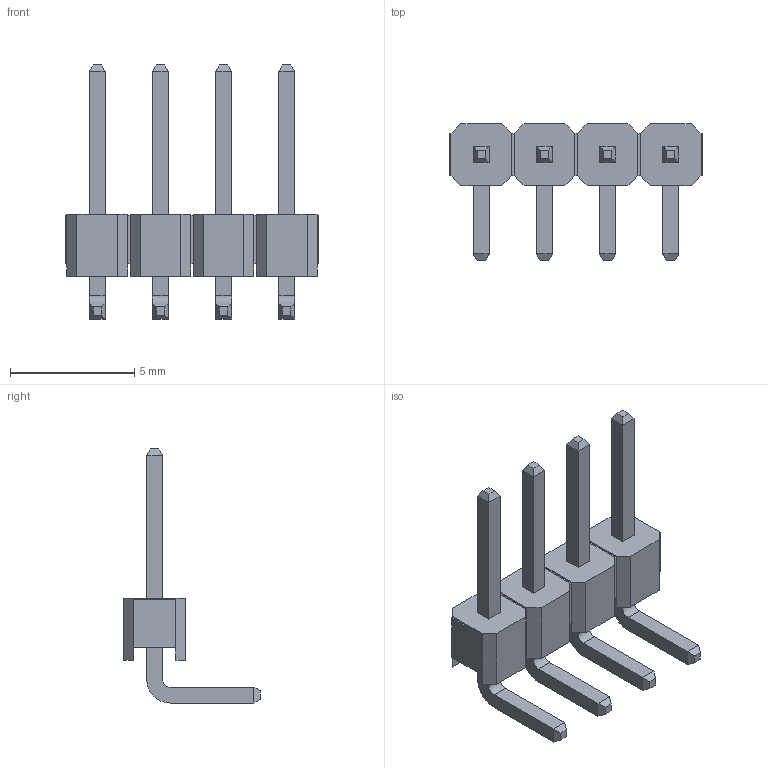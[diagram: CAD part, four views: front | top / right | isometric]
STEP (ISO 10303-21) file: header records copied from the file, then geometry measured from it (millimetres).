
FILE_DESCRIPTION (( 'STEP AP214' ), '1' );
FILE_NAME ('THS-04-R-RAF.STEP', '2021-06-02T07:36:16', ( '' ), ( '' ), 'SwSTEP 2.0', 'SolidWorks 2020', '' );
FILE_SCHEMA (( 'AUTOMOTIVE_DESIGN' ));
Length unit declared in the file: millimetre
Products named in the file (1): THS-04-R-RAF
Bounding box: 10.16 x 5.5 x 10.22 mm (x, y, z)
Volume: 70 mm3; surface area: 283 mm2
Topology: 5 solids, 5 shells, 160 faces, 380 edges, 232 vertices
Faces by surface type: plane 152, cylinder 8
Entity records: 5120 total; most frequent: CARTESIAN_POINT 773, ORIENTED_EDGE 760, DIRECTION 718, EDGE_CURVE 380, LINE 364, VECTOR 364, VERTEX_POINT 232, AXIS2_PLACEMENT_3D 177
